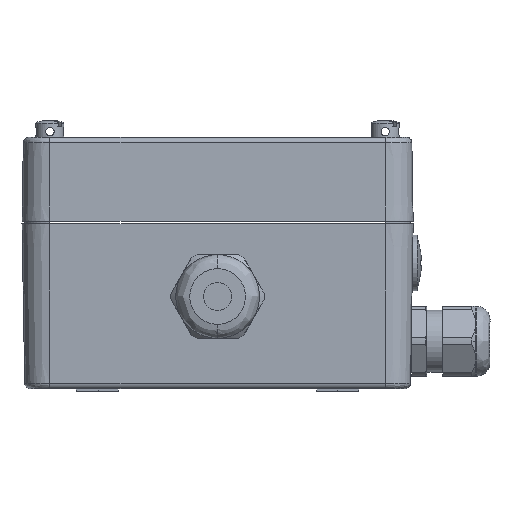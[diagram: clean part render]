
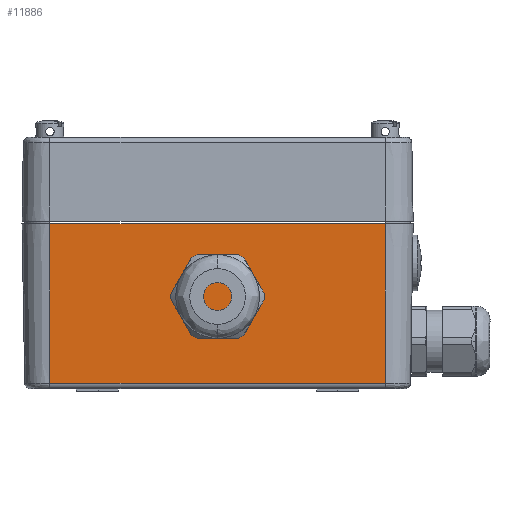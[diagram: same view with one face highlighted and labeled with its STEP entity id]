
A CAD part, left-side view. The second image highlights one B-rep face of the part: STEP entity #11886.
In plain terms, the highlighted planar face has unit normal (-1, 0, -0.017).
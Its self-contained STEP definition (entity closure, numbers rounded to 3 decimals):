
#57 = LINE ( 'NONE', #14908, #26143 ) ;
#1551 = VERTEX_POINT ( 'NONE', #21278 ) ;
#2909 = VERTEX_POINT ( 'NONE', #19034 ) ;
#2924 = LINE ( 'NONE', #15294, #13191 ) ;
#5450 = LINE ( 'NONE', #21900, #15712 ) ;
#5674 = VERTEX_POINT ( 'NONE', #26064 ) ;
#5700 = EDGE_CURVE ( 'NONE', #2909, #1551, #26626, .T. ) ;
#6724 = PLANE ( 'NONE',  #17719 ) ;
#7017 = ORIENTED_EDGE ( 'NONE', *, *, #7557, .F. ) ;
#7557 = EDGE_CURVE ( 'NONE', #1551, #21209, #5450, .T. ) ;
#10522 = ORIENTED_EDGE ( 'NONE', *, *, #19096, .F. ) ;
#10910 = DIRECTION ( 'NONE',  ( 1., 0., 0.017 ) ) ;
#11187 = ORIENTED_EDGE ( 'NONE', *, *, #22582, .F. ) ;
#11886 = ADVANCED_FACE ( 'NONE', ( #26111 ), #6724, .F. ) ;
#12841 = EDGE_LOOP ( 'NONE', ( #11187, #10522, #7017, #25015 ) ) ;
#13191 = VECTOR ( 'NONE', #17383, 1000. ) ;
#14908 = CARTESIAN_POINT ( 'NONE',  ( -99.033, 60., 1.966 ) ) ;
#15294 = CARTESIAN_POINT ( 'NONE',  ( -100., 60., 59. ) ) ;
#15712 = VECTOR ( 'NONE', #22085, 1000. ) ;
#17006 = DIRECTION ( 'NONE',  ( -0.017, 0., 1. ) ) ;
#17383 = DIRECTION ( 'NONE',  ( 0., -1., 0. ) ) ;
#17719 = AXIS2_PLACEMENT_3D ( 'NONE', #23278, #10910, #25331 ) ;
#19034 = CARTESIAN_POINT ( 'NONE',  ( -100., -60., 59. ) ) ;
#19096 = EDGE_CURVE ( 'NONE', #21209, #5674, #57, .T. ) ;
#19113 = CARTESIAN_POINT ( 'NONE',  ( -99.033, 60., 1.966 ) ) ;
#19964 = DIRECTION ( 'NONE',  ( 0.017, 0., -1. ) ) ;
#21172 = VECTOR ( 'NONE', #19964, 1000. ) ;
#21209 = VERTEX_POINT ( 'NONE', #19113 ) ;
#21278 = CARTESIAN_POINT ( 'NONE',  ( -99.033, -60., 1.966 ) ) ;
#21900 = CARTESIAN_POINT ( 'NONE',  ( -99.033, 60., 1.966 ) ) ;
#22056 = CARTESIAN_POINT ( 'NONE',  ( -99.033, -60., 1.966 ) ) ;
#22085 = DIRECTION ( 'NONE',  ( 0., 1., 0. ) ) ;
#22582 = EDGE_CURVE ( 'NONE', #5674, #2909, #2924, .T. ) ;
#23278 = CARTESIAN_POINT ( 'NONE',  ( -99.033, 60., 1.966 ) ) ;
#25015 = ORIENTED_EDGE ( 'NONE', *, *, #5700, .F. ) ;
#25331 = DIRECTION ( 'NONE',  ( 0.017, 0., -1. ) ) ;
#26064 = CARTESIAN_POINT ( 'NONE',  ( -100., 60., 59. ) ) ;
#26111 = FACE_OUTER_BOUND ( 'NONE', #12841, .T. ) ;
#26143 = VECTOR ( 'NONE', #17006, 1000. ) ;
#26626 = LINE ( 'NONE', #22056, #21172 ) ;
